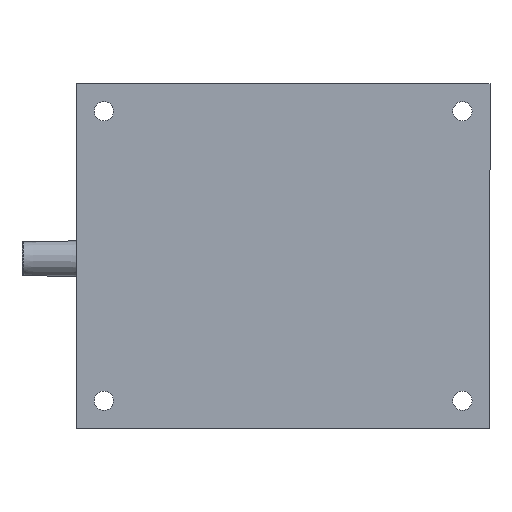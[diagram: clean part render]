
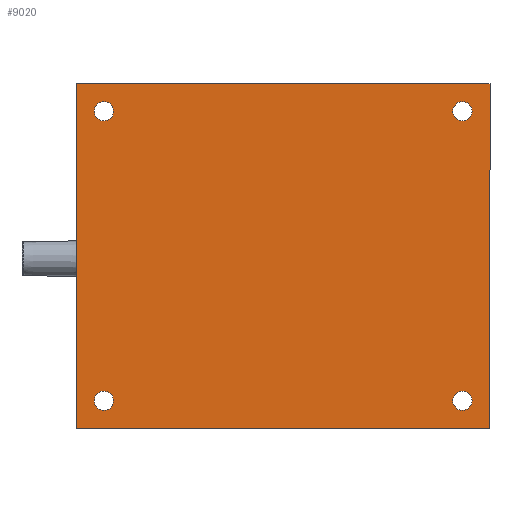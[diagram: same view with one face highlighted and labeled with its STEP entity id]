
A CAD part, front view. The second image highlights one B-rep face of the part: STEP entity #9020.
In plain terms, the highlighted planar face has unit normal (0, -1, 0).
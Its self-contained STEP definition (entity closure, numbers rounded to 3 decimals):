
#9 = ORIENTED_EDGE ( 'NONE', *, *, #15772, .F. ) ;
#687 = EDGE_CURVE ( 'NONE', #3760, #735, #887, .T. ) ;
#735 = VERTEX_POINT ( 'NONE', #6302 ) ;
#873 = CARTESIAN_POINT ( 'NONE',  ( 150., 0., -125. ) ) ;
#887 = CIRCLE ( 'NONE', #6346, 7. ) ;
#1041 = CARTESIAN_POINT ( 'NONE',  ( 130., 0., 105. ) ) ;
#1116 = DIRECTION ( 'NONE',  ( 0., 1., 0. ) ) ;
#1124 = LINE ( 'NONE', #8934, #11155 ) ;
#1194 = DIRECTION ( 'NONE',  ( 0., 0., -1. ) ) ;
#1302 = CIRCLE ( 'NONE', #13293, 7. ) ;
#1307 = LINE ( 'NONE', #6283, #11515 ) ;
#1528 = AXIS2_PLACEMENT_3D ( 'NONE', #15303, #1116, #12981 ) ;
#1813 = FACE_BOUND ( 'NONE', #14958, .T. ) ;
#2163 = DIRECTION ( 'NONE',  ( 0., 1., 0. ) ) ;
#2253 = EDGE_CURVE ( 'NONE', #9309, #8617, #1307, .T. ) ;
#2631 = CARTESIAN_POINT ( 'NONE',  ( -130., 0., 105. ) ) ;
#2645 = CARTESIAN_POINT ( 'NONE',  ( -130., 0., -105. ) ) ;
#2831 = ORIENTED_EDGE ( 'NONE', *, *, #15593, .T. ) ;
#3160 = VERTEX_POINT ( 'NONE', #14491 ) ;
#3188 = VECTOR ( 'NONE', #15830, 1000. ) ;
#3382 = CARTESIAN_POINT ( 'NONE',  ( -130., 0., 105. ) ) ;
#3455 = DIRECTION ( 'NONE',  ( 0., 1., 0. ) ) ;
#3536 = AXIS2_PLACEMENT_3D ( 'NONE', #1041, #2163, #3639 ) ;
#3553 = DIRECTION ( 'NONE',  ( 0., 0., -1. ) ) ;
#3613 = FACE_OUTER_BOUND ( 'NONE', #14978, .T. ) ;
#3639 = DIRECTION ( 'NONE',  ( 0., 0., -1. ) ) ;
#3698 = CARTESIAN_POINT ( 'NONE',  ( 130., 0., 98. ) ) ;
#3760 = VERTEX_POINT ( 'NONE', #9302 ) ;
#4300 = CIRCLE ( 'NONE', #16306, 7. ) ;
#4473 = ORIENTED_EDGE ( 'NONE', *, *, #687, .T. ) ;
#4630 = EDGE_CURVE ( 'NONE', #7571, #6876, #9524, .T. ) ;
#4870 = CARTESIAN_POINT ( 'NONE',  ( -130., 0., -105. ) ) ;
#4904 = ORIENTED_EDGE ( 'NONE', *, *, #15065, .T. ) ;
#5129 = CARTESIAN_POINT ( 'NONE',  ( 150., 0., 125. ) ) ;
#5384 = LINE ( 'NONE', #9410, #13497 ) ;
#5450 = AXIS2_PLACEMENT_3D ( 'NONE', #5613, #10899, #9646 ) ;
#5613 = CARTESIAN_POINT ( 'NONE',  ( 130., 0., -105. ) ) ;
#6026 = CARTESIAN_POINT ( 'NONE',  ( 130., 0., 112. ) ) ;
#6283 = CARTESIAN_POINT ( 'NONE',  ( -150., 0., 125. ) ) ;
#6302 = CARTESIAN_POINT ( 'NONE',  ( -130., 0., -112. ) ) ;
#6346 = AXIS2_PLACEMENT_3D ( 'NONE', #4870, #13633, #13727 ) ;
#6462 = EDGE_LOOP ( 'NONE', ( #16038, #15873 ) ) ;
#6560 = DIRECTION ( 'NONE',  ( 0., 1., 0. ) ) ;
#6776 = ORIENTED_EDGE ( 'NONE', *, *, #16525, .T. ) ;
#6863 = EDGE_LOOP ( 'NONE', ( #4473, #9463 ) ) ;
#6876 = VERTEX_POINT ( 'NONE', #6026 ) ;
#6913 = VERTEX_POINT ( 'NONE', #15145 ) ;
#6982 = ORIENTED_EDGE ( 'NONE', *, *, #8063, .T. ) ;
#7006 = VERTEX_POINT ( 'NONE', #15311 ) ;
#7031 = FACE_BOUND ( 'NONE', #6863, .T. ) ;
#7221 = DIRECTION ( 'NONE',  ( 0., 1., 0. ) ) ;
#7305 = DIRECTION ( 'NONE',  ( 0., 0., 1. ) ) ;
#7404 = EDGE_LOOP ( 'NONE', ( #6982, #6776 ) ) ;
#7571 = VERTEX_POINT ( 'NONE', #3698 ) ;
#7647 = EDGE_CURVE ( 'NONE', #735, #3760, #4300, .T. ) ;
#7910 = EDGE_CURVE ( 'NONE', #8000, #14406, #15513, .T. ) ;
#8000 = VERTEX_POINT ( 'NONE', #873 ) ;
#8063 = EDGE_CURVE ( 'NONE', #10660, #6913, #13533, .T. ) ;
#8112 = EDGE_CURVE ( 'NONE', #6876, #7571, #10551, .T. ) ;
#8617 = VERTEX_POINT ( 'NONE', #5129 ) ;
#8831 = DIRECTION ( 'NONE',  ( 0., 0., 1. ) ) ;
#8934 = CARTESIAN_POINT ( 'NONE',  ( 150., 0., -125. ) ) ;
#9020 = ADVANCED_FACE ( 'NONE', ( #16088, #1813, #7031, #12225, #3613 ), #15285, .F. ) ;
#9211 = ORIENTED_EDGE ( 'NONE', *, *, #7910, .F. ) ;
#9228 = EDGE_CURVE ( 'NONE', #14406, #9309, #5384, .T. ) ;
#9302 = CARTESIAN_POINT ( 'NONE',  ( -130., 0., -98. ) ) ;
#9309 = VERTEX_POINT ( 'NONE', #15795 ) ;
#9410 = CARTESIAN_POINT ( 'NONE',  ( -150., 0., -125. ) ) ;
#9463 = ORIENTED_EDGE ( 'NONE', *, *, #7647, .T. ) ;
#9524 = CIRCLE ( 'NONE', #3536, 7. ) ;
#9646 = DIRECTION ( 'NONE',  ( 0., 0., 1. ) ) ;
#10358 = CIRCLE ( 'NONE', #5450, 7. ) ;
#10426 = CARTESIAN_POINT ( 'NONE',  ( 0., 0., 0. ) ) ;
#10551 = CIRCLE ( 'NONE', #1528, 7. ) ;
#10591 = DIRECTION ( 'NONE',  ( 0., 1., 0. ) ) ;
#10660 = VERTEX_POINT ( 'NONE', #12157 ) ;
#10671 = DIRECTION ( 'NONE',  ( 0., 0., 1. ) ) ;
#10899 = DIRECTION ( 'NONE',  ( 0., 1., 0. ) ) ;
#10950 = CARTESIAN_POINT ( 'NONE',  ( 130., 0., -105. ) ) ;
#11101 = ORIENTED_EDGE ( 'NONE', *, *, #9228, .F. ) ;
#11155 = VECTOR ( 'NONE', #3553, 1000. ) ;
#11515 = VECTOR ( 'NONE', #15500, 1000. ) ;
#11662 = ORIENTED_EDGE ( 'NONE', *, *, #2253, .F. ) ;
#12157 = CARTESIAN_POINT ( 'NONE',  ( 130., 0., -98. ) ) ;
#12225 = FACE_BOUND ( 'NONE', #7404, .T. ) ;
#12981 = DIRECTION ( 'NONE',  ( 0., 0., -1. ) ) ;
#13052 = CIRCLE ( 'NONE', #13867, 7. ) ;
#13250 = AXIS2_PLACEMENT_3D ( 'NONE', #10950, #3455, #7305 ) ;
#13293 = AXIS2_PLACEMENT_3D ( 'NONE', #2631, #6560, #15871 ) ;
#13497 = VECTOR ( 'NONE', #10671, 1000. ) ;
#13533 = CIRCLE ( 'NONE', #13250, 7. ) ;
#13633 = DIRECTION ( 'NONE',  ( 0., 1., 0. ) ) ;
#13727 = DIRECTION ( 'NONE',  ( 0., 0., -1. ) ) ;
#13867 = AXIS2_PLACEMENT_3D ( 'NONE', #3382, #7221, #14800 ) ;
#13961 = CARTESIAN_POINT ( 'NONE',  ( -150., 0., -125. ) ) ;
#14020 = AXIS2_PLACEMENT_3D ( 'NONE', #10426, #14155, #8831 ) ;
#14155 = DIRECTION ( 'NONE',  ( 0., 1., 0. ) ) ;
#14406 = VERTEX_POINT ( 'NONE', #13961 ) ;
#14491 = CARTESIAN_POINT ( 'NONE',  ( -130., 0., 98. ) ) ;
#14616 = CARTESIAN_POINT ( 'NONE',  ( -150., 0., -125. ) ) ;
#14800 = DIRECTION ( 'NONE',  ( 0., 0., 1. ) ) ;
#14958 = EDGE_LOOP ( 'NONE', ( #2831, #4904 ) ) ;
#14978 = EDGE_LOOP ( 'NONE', ( #11101, #9211, #9, #11662 ) ) ;
#15065 = EDGE_CURVE ( 'NONE', #3160, #7006, #1302, .T. ) ;
#15145 = CARTESIAN_POINT ( 'NONE',  ( 130., 0., -112. ) ) ;
#15285 = PLANE ( 'NONE',  #14020 ) ;
#15303 = CARTESIAN_POINT ( 'NONE',  ( 130., 0., 105. ) ) ;
#15311 = CARTESIAN_POINT ( 'NONE',  ( -130., 0., 112. ) ) ;
#15500 = DIRECTION ( 'NONE',  ( 1., 0., 0. ) ) ;
#15513 = LINE ( 'NONE', #14616, #3188 ) ;
#15593 = EDGE_CURVE ( 'NONE', #7006, #3160, #13052, .T. ) ;
#15772 = EDGE_CURVE ( 'NONE', #8617, #8000, #1124, .T. ) ;
#15795 = CARTESIAN_POINT ( 'NONE',  ( -150., 0., 125. ) ) ;
#15830 = DIRECTION ( 'NONE',  ( -1., 0., 0. ) ) ;
#15871 = DIRECTION ( 'NONE',  ( 0., 0., 1. ) ) ;
#15873 = ORIENTED_EDGE ( 'NONE', *, *, #4630, .T. ) ;
#16038 = ORIENTED_EDGE ( 'NONE', *, *, #8112, .T. ) ;
#16088 = FACE_BOUND ( 'NONE', #6462, .T. ) ;
#16306 = AXIS2_PLACEMENT_3D ( 'NONE', #2645, #10591, #1194 ) ;
#16525 = EDGE_CURVE ( 'NONE', #6913, #10660, #10358, .T. ) ;
